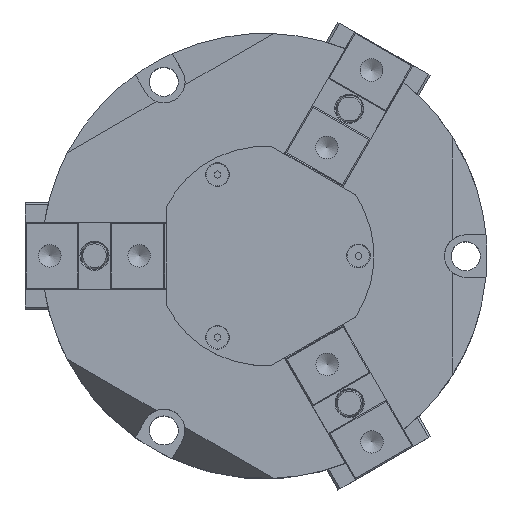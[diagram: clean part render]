
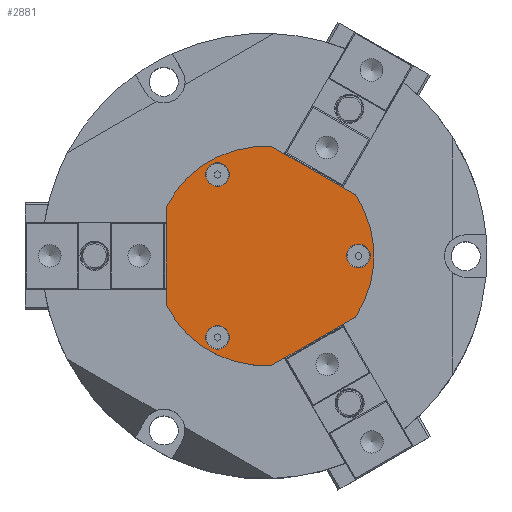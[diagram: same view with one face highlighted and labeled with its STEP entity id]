
A CAD part, top view. The second image highlights one B-rep face of the part: STEP entity #2881.
In plain terms, the highlighted planar face has unit normal (0, 0, 1).
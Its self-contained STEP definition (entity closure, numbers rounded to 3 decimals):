
#299=LINE('',#5021,#537);
#303=LINE('',#5033,#541);
#307=LINE('',#5043,#545);
#537=VECTOR('',#4067,10.);
#541=VECTOR('',#4079,10.);
#545=VECTOR('',#4091,10.);
#675=FACE_BOUND('',#1178,.T.);
#676=FACE_BOUND('',#1179,.T.);
#677=FACE_BOUND('',#1180,.T.);
#781=PLANE('',#3285);
#943=FACE_OUTER_BOUND('',#1177,.T.);
#1177=EDGE_LOOP('',(#2645,#2646,#2647,#2648,#2649,#2650));
#1178=EDGE_LOOP('',(#2651));
#1179=EDGE_LOOP('',(#2652));
#1180=EDGE_LOOP('',(#2653));
#1301=CIRCLE('',#3258,5.3);
#1304=CIRCLE('',#3263,5.3);
#1307=CIRCLE('',#3268,5.3);
#1311=CIRCLE('',#3274,49.);
#1313=CIRCLE('',#3278,49.);
#1315=CIRCLE('',#3282,49.);
#1551=VERTEX_POINT('',#4985);
#1554=VERTEX_POINT('',#4993);
#1557=VERTEX_POINT('',#5001);
#1562=VERTEX_POINT('',#5012);
#1563=VERTEX_POINT('',#5014);
#1565=VERTEX_POINT('',#5020);
#1567=VERTEX_POINT('',#5026);
#1569=VERTEX_POINT('',#5032);
#1571=VERTEX_POINT('',#5038);
#1911=EDGE_CURVE('',#1551,#1551,#1301,.T.);
#1914=EDGE_CURVE('',#1554,#1554,#1304,.T.);
#1917=EDGE_CURVE('',#1557,#1557,#1307,.T.);
#1922=EDGE_CURVE('',#1563,#1562,#1311,.T.);
#1925=EDGE_CURVE('',#1565,#1563,#299,.T.);
#1928=EDGE_CURVE('',#1567,#1565,#1313,.T.);
#1931=EDGE_CURVE('',#1569,#1567,#303,.T.);
#1934=EDGE_CURVE('',#1571,#1569,#1315,.T.);
#1937=EDGE_CURVE('',#1562,#1571,#307,.T.);
#2645=ORIENTED_EDGE('',*,*,#1937,.T.);
#2646=ORIENTED_EDGE('',*,*,#1934,.T.);
#2647=ORIENTED_EDGE('',*,*,#1931,.T.);
#2648=ORIENTED_EDGE('',*,*,#1928,.T.);
#2649=ORIENTED_EDGE('',*,*,#1925,.T.);
#2650=ORIENTED_EDGE('',*,*,#1922,.T.);
#2651=ORIENTED_EDGE('',*,*,#1911,.T.);
#2652=ORIENTED_EDGE('',*,*,#1914,.T.);
#2653=ORIENTED_EDGE('',*,*,#1917,.T.);
#2881=ADVANCED_FACE('',(#943,#675,#676,#677),#781,.T.);
#3258=AXIS2_PLACEMENT_3D('',#4986,#4028,#4029);
#3263=AXIS2_PLACEMENT_3D('',#4994,#4038,#4039);
#3268=AXIS2_PLACEMENT_3D('',#5002,#4048,#4049);
#3274=AXIS2_PLACEMENT_3D('',#5015,#4061,#4062);
#3278=AXIS2_PLACEMENT_3D('',#5027,#4073,#4074);
#3282=AXIS2_PLACEMENT_3D('',#5039,#4085,#4086);
#3285=AXIS2_PLACEMENT_3D('',#5045,#4094,#4095);
#4028=DIRECTION('center_axis',(0.,0.,-1.));
#4029=DIRECTION('ref_axis',(-0.5,-0.866,0.));
#4038=DIRECTION('center_axis',(0.,0.,-1.));
#4039=DIRECTION('ref_axis',(-0.5,0.866,0.));
#4048=DIRECTION('center_axis',(0.,0.,-1.));
#4049=DIRECTION('ref_axis',(1.,0.,0.));
#4061=DIRECTION('center_axis',(0.,0.,1.));
#4062=DIRECTION('ref_axis',(0.068,0.998,0.));
#4067=DIRECTION('',(0.866,-0.5,0.));
#4073=DIRECTION('center_axis',(0.,0.,1.));
#4074=DIRECTION('ref_axis',(0.83,-0.558,0.));
#4079=DIRECTION('',(-0.866,-0.5,0.));
#4085=DIRECTION('center_axis',(0.,0.,1.));
#4086=DIRECTION('ref_axis',(-0.898,-0.44,0.));
#4091=DIRECTION('',(0.,1.,0.));
#4094=DIRECTION('center_axis',(0.,0.,1.));
#4095=DIRECTION('ref_axis',(1.,0.,0.));
#4985=CARTESIAN_POINT('',(18.35,31.783,5.));
#4986=CARTESIAN_POINT('Origin',(21.,36.373,5.));
#4993=CARTESIAN_POINT('',(18.35,-31.783,5.));
#4994=CARTESIAN_POINT('Origin',(21.,-36.373,5.));
#5001=CARTESIAN_POINT('',(-36.7,0.,5.));
#5002=CARTESIAN_POINT('Origin',(-42.,0.,5.));
#5012=CARTESIAN_POINT('',(44.,-21.564,5.));
#5014=CARTESIAN_POINT('',(-3.325,-48.887,5.));
#5015=CARTESIAN_POINT('Origin',(0.,0.,5.));
#5020=CARTESIAN_POINT('',(-40.675,-27.323,5.));
#5021=CARTESIAN_POINT('',(-3.325,-48.887,5.));
#5026=CARTESIAN_POINT('',(-40.675,27.323,5.));
#5027=CARTESIAN_POINT('Origin',(0.,0.,5.));
#5032=CARTESIAN_POINT('',(-3.325,48.887,5.));
#5033=CARTESIAN_POINT('',(-40.675,27.323,5.));
#5038=CARTESIAN_POINT('',(44.,21.564,5.));
#5039=CARTESIAN_POINT('Origin',(0.,0.,5.));
#5043=CARTESIAN_POINT('',(44.,21.564,5.));
#5045=CARTESIAN_POINT('Origin',(0.,0.,
5.));
